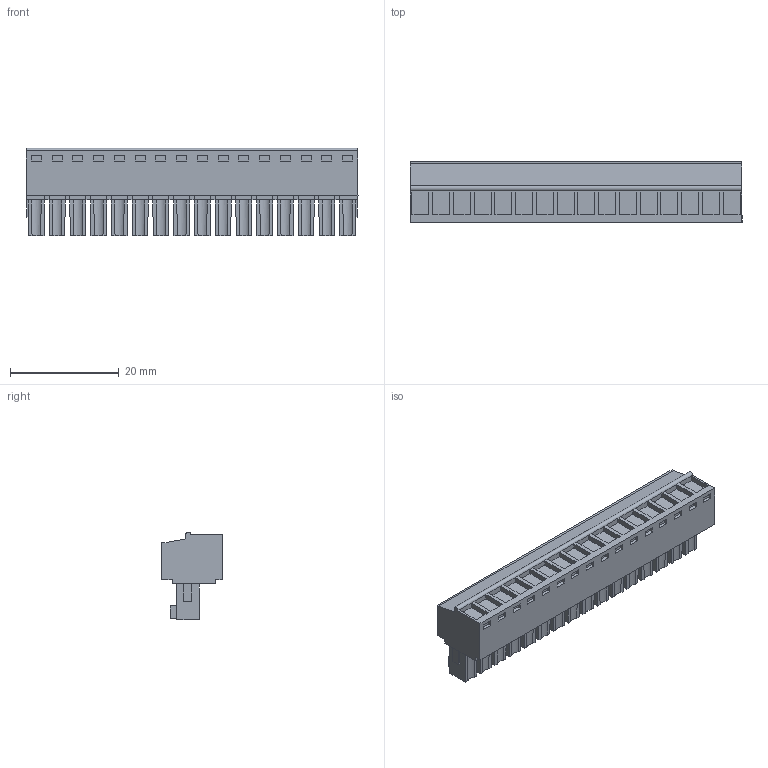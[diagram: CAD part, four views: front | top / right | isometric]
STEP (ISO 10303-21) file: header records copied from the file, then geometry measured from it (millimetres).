
FILE_DESCRIPTION(('CATIA V5 STEP','CAx-IF Rec.Pracs.--- Model Styling and Organization---1.2---2011-12-15'),'2;1');
FILE_NAME ('D1459719_0_1940870000_1940870000.stp','2017-04-14T13:09:57+00:00',('none'),('Weidmueller'),'CATIA Version 5-6 Release 2014','CATIA V5 STEP AP214','none');
FILE_SCHEMA(('AUTOMOTIVE_DESIGN { 1 0 10303 214 1 1 1 1 }'));
Length unit declared in the file: millimetre
Products named in the file (1): 1940870000
Bounding box: 60.96 x 11.1 x 16.1 mm (x, y, z)
Volume: 6241.2 mm3; surface area: 5633.1 mm2
Topology: 17 solids, 17 shells, 786 faces, 1969 edges, 1297 vertices
Faces by surface type: plane 657, cylinder 129
Entity records: 21390 total; most frequent: CARTESIAN_POINT 4032, ORIENTED_EDGE 3938, DIRECTION 2792, EDGE_CURVE 1969, VECTOR 1615, LINE 1615, VERTEX_POINT 1297, EDGE_LOOP 866
